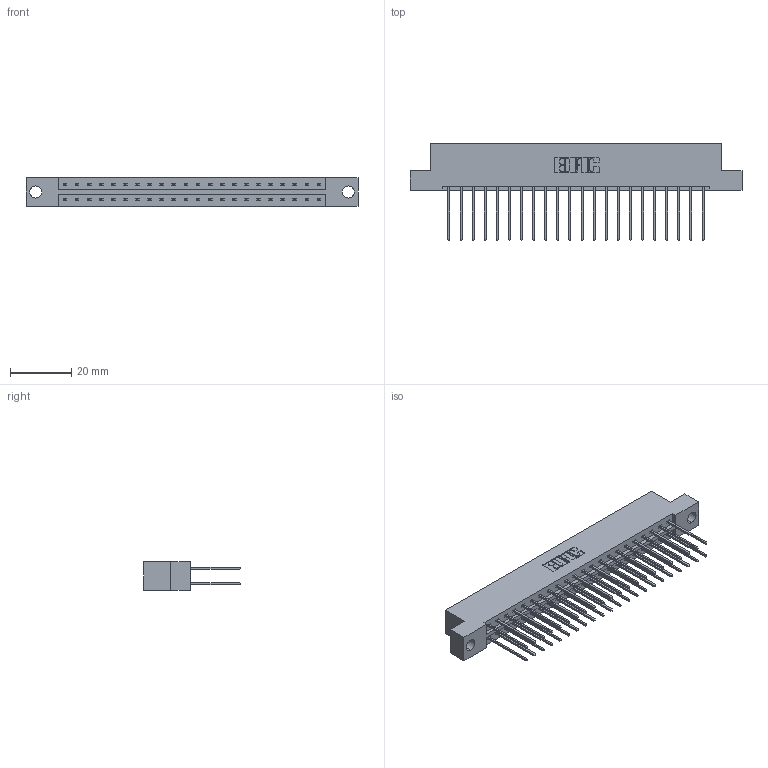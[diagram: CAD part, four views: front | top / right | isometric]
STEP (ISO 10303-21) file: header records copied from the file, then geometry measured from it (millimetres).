
FILE_DESCRIPTION (( 'STEP AP203' ), '1' );
FILE_NAME ('333-044-542-204.STEP', '2018-08-03T21:21:20', ( '' ), ( '' ), 'SwSTEP 2.0', 'SolidWorks 2016', '' );
FILE_SCHEMA (( 'CONFIG_CONTROL_DESIGN' ));
Length unit declared in the file: inch
Products named in the file (3): 333 Part_Flush - .156 Dia - TH; 345-292-001_345-293-142; 333-044-542-204
Assembly tree (45 placements, depth 2):
  333-044-542-204
    333 Part_Flush - .156 Dia - TH
    345-292-001_345-293-142  x44
Bounding box: 108.71 x 31.63 x 9.4 mm (x, y, z)
Volume: 11029.1 mm3; surface area: 13638.5 mm2
Topology: 45 solids, 45 shells, 2402 faces, 7131 edges, 4694 vertices
Faces by surface type: plane 1654, cylinder 748
Entity records: 16761 total; most frequent: CARTESIAN_POINT 2802, ORIENTED_EDGE 2738, DIRECTION 2429, EDGE_CURVE 1369, LINE 1241, VECTOR 1241, VERTEX_POINT 910, AXIS2_PLACEMENT_3D 594
